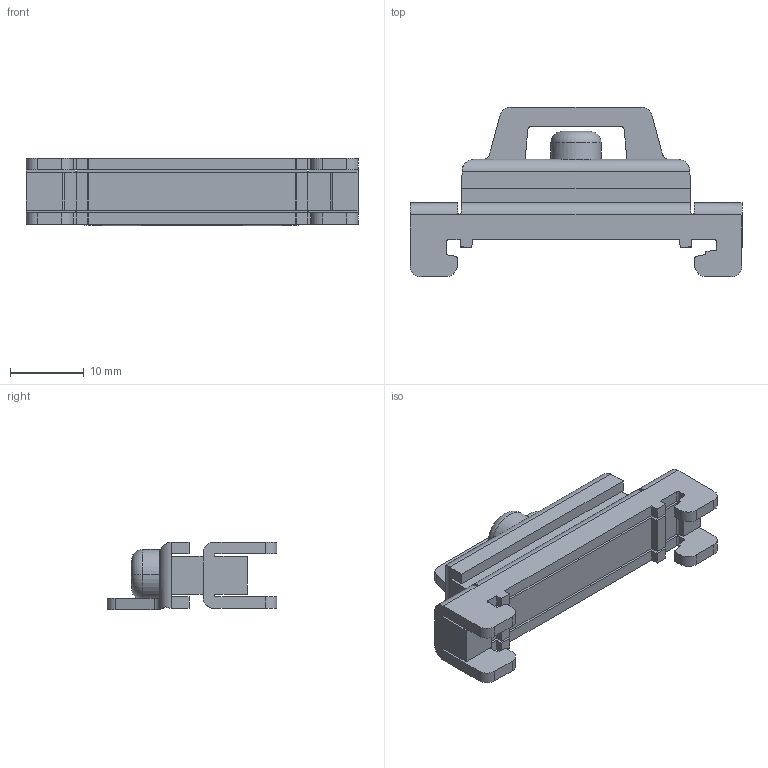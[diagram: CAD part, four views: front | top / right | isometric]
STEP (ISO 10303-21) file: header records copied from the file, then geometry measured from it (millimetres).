
FILE_DESCRIPTION((''),'2;1');
FILE_NAME('UTD-D3','2023-10-23T',('dell'),(''),'PRO/ENGINEER BY PARAMETRIC TECHNOLOGY CORPORATION, 2013230','PRO/ENGINEER BY PARAMETRIC TECHNOLOGY CORPORATION, 2013230','');
FILE_SCHEMA(('AUTOMOTIVE_DESIGN { 1 0 10303 214 1 1 1 1 }'));
Length unit declared in the file: millimetre
Products named in the file (1): UTD-D3
Bounding box: 45 x 23 x 9.2 mm (x, y, z)
Volume: 3716.4 mm3; surface area: 3616.3 mm2
Topology: 1 solids, 1 shells, 147 faces, 437 edges, 282 vertices
Faces by surface type: plane 100, cylinder 45, torus 2
Entity records: 5067 total; most frequent: CARTESIAN_POINT 1001, ORIENTED_EDGE 874, DIRECTION 779, EDGE_CURVE 437, VECTOR 337, LINE 337, VERTEX_POINT 282, AXIS2_PLACEMENT_3D 221
